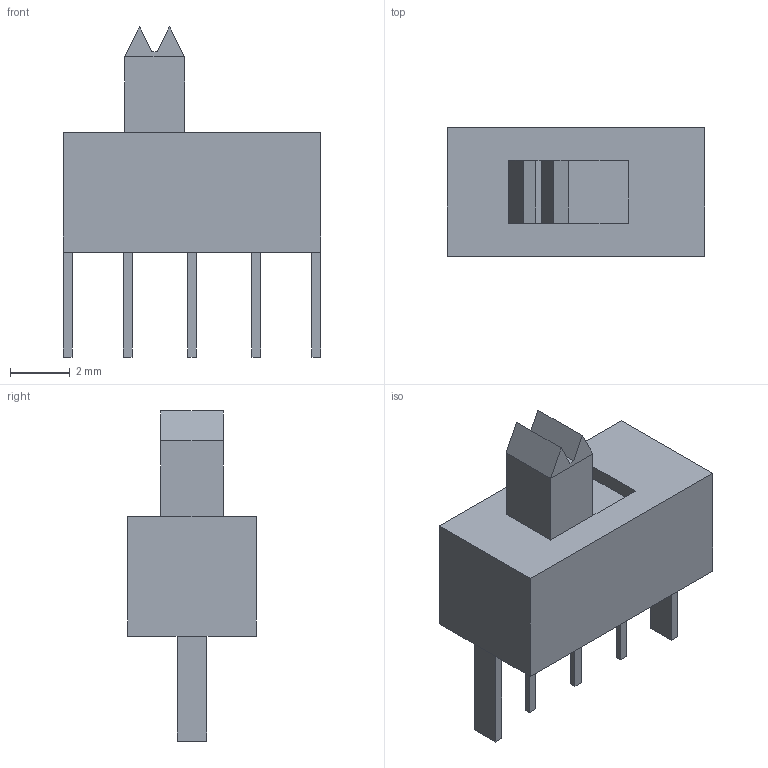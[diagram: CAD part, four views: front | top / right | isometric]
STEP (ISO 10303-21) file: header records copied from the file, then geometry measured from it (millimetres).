
FILE_DESCRIPTION(('FreeCAD Model'),'2;1');
FILE_NAME('Open CASCADE Shape Model','2021-06-10T14:10:48',( 'kicad StepUp'),('ksu MCAD'),'Open CASCADE STEP processor 7.5', 'FreeCAD','Unknown');
FILE_SCHEMA(('AUTOMOTIVE_DESIGN { 1 0 10303 214 1 1 1 1 }'));
Length unit declared in the file: millimetre
Products named in the file (1): Fusion
Bounding box: 8.6 x 4.3 x 11.01 mm (x, y, z)
Volume: 161.2 mm3; surface area: 254.1 mm2
Topology: 1 solids, 2 shells, 52 faces, 122 edges, 78 vertices
Faces by surface type: plane 52
Entity records: 3320 total; most frequent: CARTESIAN_POINT 497, DIRECTION 472, LINE 366, VECTOR 366, ORIENTED_EDGE 244, PCURVE 244, DEFINITIONAL_REPRESENTATION 244, EDGE_CURVE 122
